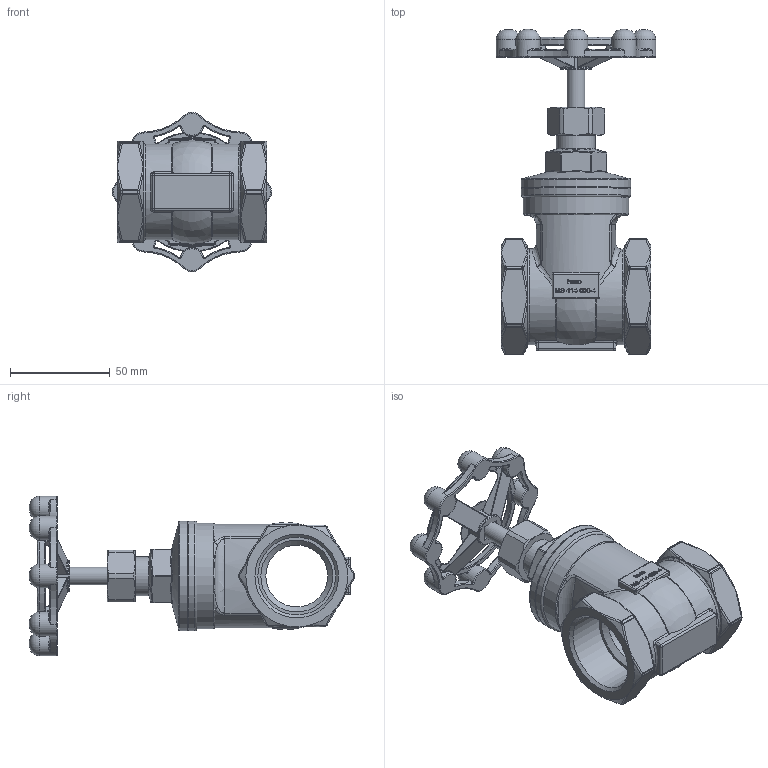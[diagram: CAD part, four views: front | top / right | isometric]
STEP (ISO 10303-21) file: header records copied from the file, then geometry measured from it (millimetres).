
FILE_DESCRIPTION (( 'STEP AP214' ), '1' );
FILE_NAME ('MS-114-000-4 Muffenschieber heco.STEP', '2013-12-19T10:11:39', ( 'test' ), ( '' ), 'SwSTEP 2.0', 'SolidWorks 2011', '' );
FILE_SCHEMA (( 'AUTOMOTIVE_DESIGN' ));
Length unit declared in the file: millimetre
Products named in the file (1): MS-114-000-4 Muffenschieber heco
Bounding box: 79.97 x 163 x 79.97 mm (x, y, z)
Volume: 201481.5 mm3; surface area: 47506.7 mm2
Topology: 2 solids, 2 shells, 1423 faces, 3512 edges, 2034 vertices
Faces by surface type: bspline 544, plane 351, cylinder 227, torus 177, sphere 76, cone 48
Full cylindrical faces by diameter (mm): 5.5 x1, 9 x1, 12 x8, 16 x1, 19.6 x1, 25 x1, 31 x1, 38.952 x2, 48 x2, 53 x1, 55 x2
Entity records: 76959 total; most frequent: CARTESIAN_POINT 32105, ORIENTED_EDGE 6662, DIRECTION 5129, EDGE_CURVE 3331, AXIS2_PLACEMENT_3D 2006, VERTEX_POINT 2004, EDGE_LOOP 1543, FACE_OUTER_BOUND 1461
